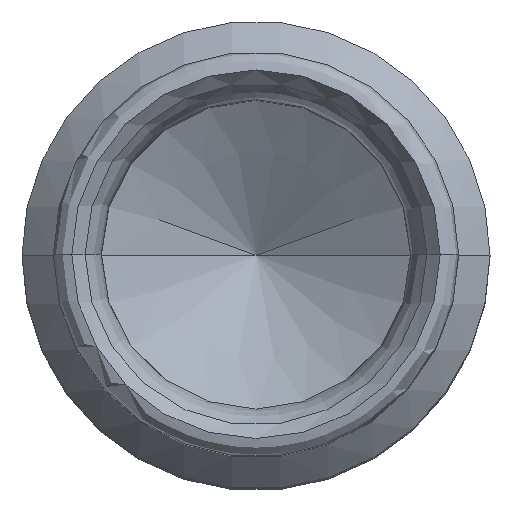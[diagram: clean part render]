
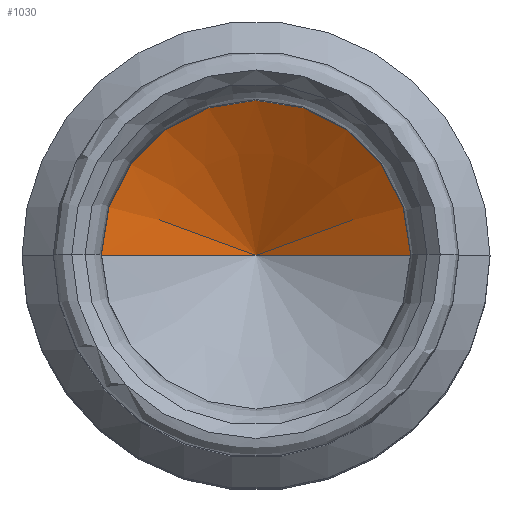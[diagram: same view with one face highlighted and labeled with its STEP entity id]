
A CAD part, top view. The second image highlights one B-rep face of the part: STEP entity #1030.
In plain terms, the highlighted conical face has half-angle 60 degrees and reference radius 2.142 mm.
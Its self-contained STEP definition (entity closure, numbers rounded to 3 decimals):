
#358=CARTESIAN_POINT('',(0.,0.,5.927));
#359=DIRECTION('',(0.,0.,1.));
#360=DIRECTION('',(1.,0.,0.));
#361=AXIS2_PLACEMENT_3D('',#358,#359,#360);
#376=DIRECTION('',(0.866,0.,0.5));
#377=VECTOR('',#376,4.85);
#378=CARTESIAN_POINT('',(0.,0.,3.502));
#379=LINE('',#378,#377);
#380=DIRECTION('',(-0.866,0.,0.5));
#381=VECTOR('',#380,4.85);
#382=CARTESIAN_POINT('',(0.,0.,3.502));
#383=LINE('',#382,#381);
#436=CARTESIAN_POINT('',(0.,0.,3.502));
#437=CARTESIAN_POINT('',(4.2,0.,5.927));
#438=VERTEX_POINT('',#436);
#439=VERTEX_POINT('',#437);
#474=CARTESIAN_POINT('',(-4.2,0.,5.927));
#475=VERTEX_POINT('',#474);
#1020=CARTESIAN_POINT('',(0.,0.,4.739));
#1021=DIRECTION('',(0.,0.,1.));
#1022=DIRECTION('',(-1.,0.,0.));
#1023=AXIS2_PLACEMENT_3D('',#1020,#1021,#1022);
#1024=CONICAL_SURFACE('',#1023,2.142,60.);
#1025=ORIENTED_EDGE('',*,*,#1012,.F.);
#1026=ORIENTED_EDGE('',*,*,#1015,.T.);
#1027=ORIENTED_EDGE('',*,*,#986,.F.);
#1028=EDGE_LOOP('',(#1025,#1026,#1027));
#1029=FACE_OUTER_BOUND('',#1028,.F.);
#1030=ADVANCED_FACE('',(#1029),#1024,.F.);
#362=CIRCLE('',#361,4.2);
#986=EDGE_CURVE('',#439,#475,#362,.T.);
#1012=EDGE_CURVE('',#438,#439,#379,.T.);
#1015=EDGE_CURVE('',#438,#475,#383,.T.);
